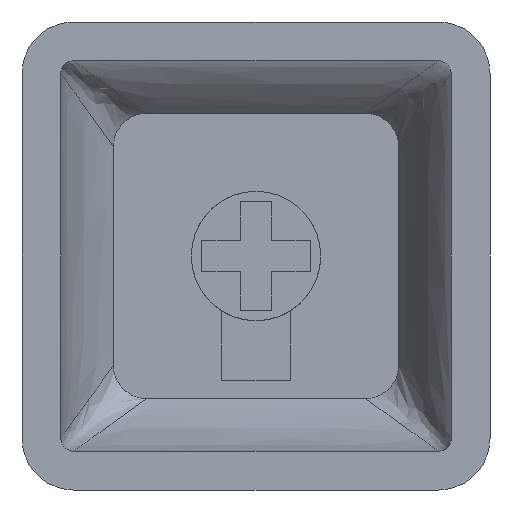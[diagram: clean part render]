
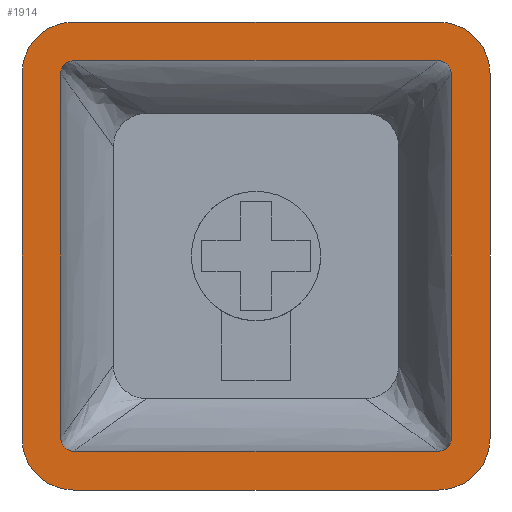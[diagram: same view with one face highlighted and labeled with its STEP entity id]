
A CAD part, front view. The second image highlights one B-rep face of the part: STEP entity #1914.
In plain terms, the highlighted planar face has unit normal (0, -1, 0).
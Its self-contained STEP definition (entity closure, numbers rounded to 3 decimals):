
#18=CIRCLE('',#2013,2.);
#19=CIRCLE('',#2014,2.);
#20=CIRCLE('',#2015,2.);
#21=CIRCLE('',#2016,2.);
#32=FACE_BOUND('',#231,.T.);
#123=FACE_OUTER_BOUND('',#230,.T.);
#230=EDGE_LOOP('',(#1431,#1432,#1433,#1434,#1435,#1436,#1437,#1438));
#231=EDGE_LOOP('',(#1439,#1440,#1441,#1442,#1443,#1444,#1445,#1446));
#361=B_SPLINE_CURVE_WITH_KNOTS('',3,(#3425,#3426,#3427,#3428,#3429,#3430,
#3431,#3432,#3433,#3434),.UNSPECIFIED.,.F.,.F.,(4,1,1,1,1,1,1,4),(0.,
0.143,0.286,0.429,0.571,
0.714,0.857,1.),.UNSPECIFIED.);
#364=B_SPLINE_CURVE_WITH_KNOTS('',3,(#3474,#3475,#3476,#3477,#3478,#3479,
#3480),.UNSPECIFIED.,.F.,.F.,(4,1,1,1,4),(0.,0.286,0.571,
0.857,1.),.UNSPECIFIED.);
#366=B_SPLINE_CURVE_WITH_KNOTS('',3,(#3542,#3543,#3544,#3545,#3546,#3547,
#3548,#3549,#3550),.UNSPECIFIED.,.F.,.F.,(4,1,1,1,1,1,4),(0.,
0.214,0.429,0.571,0.714,
0.857,1.),.UNSPECIFIED.);
#368=B_SPLINE_CURVE_WITH_KNOTS('',3,(#3584,#3585,#3586,#3587,#3588,#3589,
#3590),.UNSPECIFIED.,.F.,.F.,(4,1,1,1,4),(0.,0.286,0.571,
0.857,1.),.UNSPECIFIED.);
#370=B_SPLINE_CURVE_WITH_KNOTS('',3,(#3658,#3659,#3660,#3661,#3662,#3663,
#3664,#3665,#3666,#3667),.UNSPECIFIED.,.F.,.F.,(4,1,1,1,1,1,1,4),(0.,
0.143,0.286,0.429,0.571,
0.714,0.857,1.),.UNSPECIFIED.);
#372=B_SPLINE_CURVE_WITH_KNOTS('',3,(#3701,#3702,#3703,#3704,#3705,#3706,
#3707),.UNSPECIFIED.,.F.,.F.,(4,1,1,1,4),(0.,0.286,0.571,
0.857,1.),.UNSPECIFIED.);
#374=B_SPLINE_CURVE_WITH_KNOTS('',3,(#3769,#3770,#3771,#3772,#3773,#3774,
#3775,#3776,#3777),.UNSPECIFIED.,.F.,.F.,(4,1,1,1,1,1,4),(0.,
0.214,0.429,0.571,0.714,
0.857,1.),.UNSPECIFIED.);
#375=B_SPLINE_CURVE_WITH_KNOTS('',3,(#3806,#3807,#3808,#3809,#3810,#3811,
#3812),.UNSPECIFIED.,.F.,.F.,(4,1,1,1,4),(0.,0.286,0.571,
0.857,1.),.UNSPECIFIED.);
#456=LINE('',#3818,#623);
#457=LINE('',#3822,#624);
#458=LINE('',#3826,#625);
#459=LINE('',#3829,#626);
#623=VECTOR('',#2154,10.);
#624=VECTOR('',#2157,10.);
#625=VECTOR('',#2160,10.);
#626=VECTOR('',#2163,10.);
#818=VERTEX_POINT('',#3417);
#819=VERTEX_POINT('',#3424);
#820=VERTEX_POINT('',#3469);
#821=VERTEX_POINT('',#3535);
#822=VERTEX_POINT('',#3579);
#823=VERTEX_POINT('',#3651);
#824=VERTEX_POINT('',#3696);
#825=VERTEX_POINT('',#3762);
#826=VERTEX_POINT('',#3814);
#827=VERTEX_POINT('',#3815);
#828=VERTEX_POINT('',#3817);
#829=VERTEX_POINT('',#3819);
#830=VERTEX_POINT('',#3821);
#831=VERTEX_POINT('',#3823);
#832=VERTEX_POINT('',#3825);
#833=VERTEX_POINT('',#3827);
#1045=EDGE_CURVE('',#819,#818,#361,.T.);
#1048=EDGE_CURVE('',#818,#820,#364,.T.);
#1050=EDGE_CURVE('',#820,#821,#366,.T.);
#1052=EDGE_CURVE('',#821,#822,#368,.T.);
#1054=EDGE_CURVE('',#822,#823,#370,.T.);
#1056=EDGE_CURVE('',#823,#824,#372,.T.);
#1058=EDGE_CURVE('',#824,#825,#374,.T.);
#1059=EDGE_CURVE('',#825,#819,#375,.T.);
#1060=EDGE_CURVE('',#826,#827,#18,.T.);
#1061=EDGE_CURVE('',#828,#826,#456,.T.);
#1062=EDGE_CURVE('',#829,#828,#19,.T.);
#1063=EDGE_CURVE('',#830,#829,#457,.T.);
#1064=EDGE_CURVE('',#831,#830,#20,.T.);
#1065=EDGE_CURVE('',#832,#831,#458,.T.);
#1066=EDGE_CURVE('',#833,#832,#21,.T.);
#1067=EDGE_CURVE('',#827,#833,#459,.T.);
#1431=ORIENTED_EDGE('',*,*,#1060,.F.);
#1432=ORIENTED_EDGE('',*,*,#1061,.F.);
#1433=ORIENTED_EDGE('',*,*,#1062,.F.);
#1434=ORIENTED_EDGE('',*,*,#1063,.F.);
#1435=ORIENTED_EDGE('',*,*,#1064,.F.);
#1436=ORIENTED_EDGE('',*,*,#1065,.F.);
#1437=ORIENTED_EDGE('',*,*,#1066,.F.);
#1438=ORIENTED_EDGE('',*,*,#1067,.F.);
#1439=ORIENTED_EDGE('',*,*,#1045,.T.);
#1440=ORIENTED_EDGE('',*,*,#1048,.T.);
#1441=ORIENTED_EDGE('',*,*,#1050,.T.);
#1442=ORIENTED_EDGE('',*,*,#1052,.T.);
#1443=ORIENTED_EDGE('',*,*,#1054,.T.);
#1444=ORIENTED_EDGE('',*,*,#1056,.T.);
#1445=ORIENTED_EDGE('',*,*,#1058,.T.);
#1446=ORIENTED_EDGE('',*,*,#1059,.T.);
#1832=PLANE('',#2012);
#1914=ADVANCED_FACE('',(#123,#32),#1832,.F.);
#2012=AXIS2_PLACEMENT_3D('',#3813,#2150,#2151);
#2013=AXIS2_PLACEMENT_3D('',#3816,#2152,#2153);
#2014=AXIS2_PLACEMENT_3D('',#3820,#2155,#2156);
#2015=AXIS2_PLACEMENT_3D('',#3824,#2158,#2159);
#2016=AXIS2_PLACEMENT_3D('',#3828,#2161,#2162);
#2150=DIRECTION('center_axis',(0.,1.,0.));
#2151=DIRECTION('ref_axis',(0.,0.,1.));
#2152=DIRECTION('center_axis',(0.,1.,0.));
#2153=DIRECTION('ref_axis',(0.,0.,1.));
#2154=DIRECTION('',(1.,0.,0.));
#2155=DIRECTION('center_axis',(0.,1.,0.));
#2156=DIRECTION('ref_axis',(-1.,0.,0.));
#2157=DIRECTION('',(0.,0.,1.));
#2158=DIRECTION('center_axis',(0.,1.,0.));
#2159=DIRECTION('ref_axis',(0.,0.,-1.));
#2160=DIRECTION('',(-1.,0.,0.));
#2161=DIRECTION('center_axis',(0.,1.,0.));
#2162=DIRECTION('ref_axis',(1.,0.,0.));
#2163=DIRECTION('',(0.,0.,-1.));
#3417=CARTESIAN_POINT('',(16.6,0.,16.1));
#3424=CARTESIAN_POINT('',(16.1,0.,16.6));
#3425=CARTESIAN_POINT('Ctrl Pts',(16.1,0.,16.6));
#3426=CARTESIAN_POINT('Ctrl Pts',(16.137,0.,16.6));
#3427=CARTESIAN_POINT('Ctrl Pts',(16.212,0.,16.592));
#3428=CARTESIAN_POINT('Ctrl Pts',(16.319,0.,16.554));
#3429=CARTESIAN_POINT('Ctrl Pts',(16.414,0.,16.494));
#3430=CARTESIAN_POINT('Ctrl Pts',(16.494,0.,16.414));
#3431=CARTESIAN_POINT('Ctrl Pts',(16.554,0.,16.319));
#3432=CARTESIAN_POINT('Ctrl Pts',(16.592,0.,16.212));
#3433=CARTESIAN_POINT('Ctrl Pts',(16.6,0.,16.137));
#3434=CARTESIAN_POINT('Ctrl Pts',(16.6,0.,16.1));
#3469=CARTESIAN_POINT('',(16.6,0.,2.));
#3474=CARTESIAN_POINT('Ctrl Pts',(16.6,0.,16.1));
#3475=CARTESIAN_POINT('Ctrl Pts',(16.6,0.,15.801));
#3476=CARTESIAN_POINT('Ctrl Pts',(16.6,0.,13.413));
#3477=CARTESIAN_POINT('Ctrl Pts',(16.6,0.,7.532));
#3478=CARTESIAN_POINT('Ctrl Pts',(16.6,0.,3.269));
#3479=CARTESIAN_POINT('Ctrl Pts',(16.6,0.,2.15));
#3480=CARTESIAN_POINT('Ctrl Pts',(16.6,0.,2.));
#3535=CARTESIAN_POINT('',(16.1,0.,1.5));
#3542=CARTESIAN_POINT('Ctrl Pts',(16.6,0.,2.));
#3543=CARTESIAN_POINT('Ctrl Pts',(16.6,0.,1.944));
#3544=CARTESIAN_POINT('Ctrl Pts',(16.581,0.,1.832));
#3545=CARTESIAN_POINT('Ctrl Pts',(16.508,0.,1.699));
#3546=CARTESIAN_POINT('Ctrl Pts',(16.414,0.,1.606));
#3547=CARTESIAN_POINT('Ctrl Pts',(16.319,0.,1.546));
#3548=CARTESIAN_POINT('Ctrl Pts',(16.212,0.,1.508));
#3549=CARTESIAN_POINT('Ctrl Pts',(16.137,0.,1.5));
#3550=CARTESIAN_POINT('Ctrl Pts',(16.1,0.,1.5));
#3579=CARTESIAN_POINT('',(2.,0.,1.5));
#3584=CARTESIAN_POINT('Ctrl Pts',(16.1,0.,1.5));
#3585=CARTESIAN_POINT('Ctrl Pts',(15.801,0.,1.5));
#3586=CARTESIAN_POINT('Ctrl Pts',(13.413,0.,1.5));
#3587=CARTESIAN_POINT('Ctrl Pts',(7.532,0.,1.5));
#3588=CARTESIAN_POINT('Ctrl Pts',(3.269,0.,1.5));
#3589=CARTESIAN_POINT('Ctrl Pts',(2.15,0.,1.5));
#3590=CARTESIAN_POINT('Ctrl Pts',(2.,0.,1.5));
#3651=CARTESIAN_POINT('',(1.5,0.,2.));
#3658=CARTESIAN_POINT('Ctrl Pts',(2.,0.,1.5));
#3659=CARTESIAN_POINT('Ctrl Pts',(1.963,0.,1.5));
#3660=CARTESIAN_POINT('Ctrl Pts',(1.888,0.,1.508));
#3661=CARTESIAN_POINT('Ctrl Pts',(1.781,0.,1.546));
#3662=CARTESIAN_POINT('Ctrl Pts',(1.686,0.,1.606));
#3663=CARTESIAN_POINT('Ctrl Pts',(1.606,0.,1.686));
#3664=CARTESIAN_POINT('Ctrl Pts',(1.546,0.,1.781));
#3665=CARTESIAN_POINT('Ctrl Pts',(1.508,0.,1.888));
#3666=CARTESIAN_POINT('Ctrl Pts',(1.5,0.,1.963));
#3667=CARTESIAN_POINT('Ctrl Pts',(1.5,0.,2.));
#3696=CARTESIAN_POINT('',(1.5,0.,16.1));
#3701=CARTESIAN_POINT('Ctrl Pts',(1.5,0.,2.));
#3702=CARTESIAN_POINT('Ctrl Pts',(1.5,0.,2.299));
#3703=CARTESIAN_POINT('Ctrl Pts',(1.5,0.,4.687));
#3704=CARTESIAN_POINT('Ctrl Pts',(1.5,0.,10.568));
#3705=CARTESIAN_POINT('Ctrl Pts',(1.5,0.,14.831));
#3706=CARTESIAN_POINT('Ctrl Pts',(1.5,0.,15.95));
#3707=CARTESIAN_POINT('Ctrl Pts',(1.5,0.,16.1));
#3762=CARTESIAN_POINT('',(2.,0.,16.6));
#3769=CARTESIAN_POINT('Ctrl Pts',(1.5,0.,16.1));
#3770=CARTESIAN_POINT('Ctrl Pts',(1.5,0.,16.156));
#3771=CARTESIAN_POINT('Ctrl Pts',(1.519,0.,16.268));
#3772=CARTESIAN_POINT('Ctrl Pts',(1.592,0.,16.401));
#3773=CARTESIAN_POINT('Ctrl Pts',(1.686,0.,16.494));
#3774=CARTESIAN_POINT('Ctrl Pts',(1.781,0.,16.554));
#3775=CARTESIAN_POINT('Ctrl Pts',(1.888,0.,16.592));
#3776=CARTESIAN_POINT('Ctrl Pts',(1.963,0.,16.6));
#3777=CARTESIAN_POINT('Ctrl Pts',(2.,0.,16.6));
#3806=CARTESIAN_POINT('Ctrl Pts',(2.,0.,16.6));
#3807=CARTESIAN_POINT('Ctrl Pts',(2.299,0.,16.6));
#3808=CARTESIAN_POINT('Ctrl Pts',(4.687,0.,16.6));
#3809=CARTESIAN_POINT('Ctrl Pts',(10.568,0.,16.6));
#3810=CARTESIAN_POINT('Ctrl Pts',(14.831,0.,16.6));
#3811=CARTESIAN_POINT('Ctrl Pts',(15.95,0.,16.6));
#3812=CARTESIAN_POINT('Ctrl Pts',(16.1,0.,16.6));
#3813=CARTESIAN_POINT('Origin',(9.05,0.,9.05));
#3814=CARTESIAN_POINT('',(16.1,0.,18.1));
#3815=CARTESIAN_POINT('',(18.1,0.,16.1));
#3816=CARTESIAN_POINT('Origin',(16.1,0.,16.1));
#3817=CARTESIAN_POINT('',(2.,0.,18.1));
#3818=CARTESIAN_POINT('',(16.1,0.,18.1));
#3819=CARTESIAN_POINT('',(0.,0.,16.1));
#3820=CARTESIAN_POINT('Origin',(2.,0.,16.1));
#3821=CARTESIAN_POINT('',(0.,0.,2.));
#3822=CARTESIAN_POINT('',(0.,0.,16.1));
#3823=CARTESIAN_POINT('',(2.,0.,0.));
#3824=CARTESIAN_POINT('Origin',(2.,0.,2.));
#3825=CARTESIAN_POINT('',(16.1,0.,0.));
#3826=CARTESIAN_POINT('',(2.,0.,0.));
#3827=CARTESIAN_POINT('',(18.1,0.,2.));
#3828=CARTESIAN_POINT('Origin',(16.1,0.,2.));
#3829=CARTESIAN_POINT('',(18.1,0.,2.));
